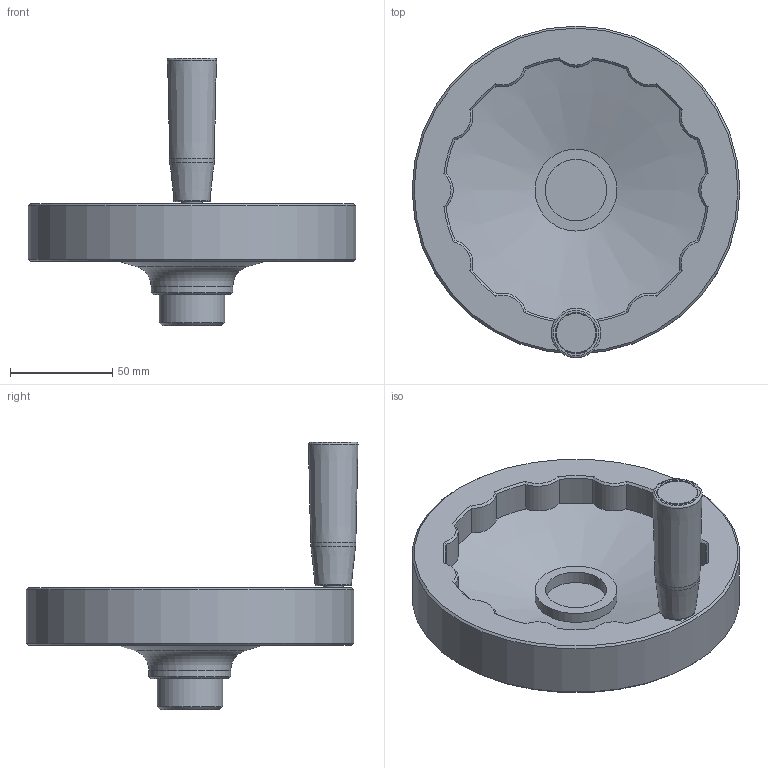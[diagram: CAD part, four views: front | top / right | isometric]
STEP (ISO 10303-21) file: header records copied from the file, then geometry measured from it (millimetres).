
FILE_DESCRIPTION( ( 'Unknown' ), '1' );
FILE_NAME( '6381015_SHA160_MRP.stp', 'Unknown', ( 'Unknown' ), ( 'Unknown' ), 'PSStep 11.0', 'Unknown', ' ' );
FILE_SCHEMA( ( 'AUTOMOTIVE_DESIGN { 1 0 10303 214 1 1 1 1 }' ) );
Length unit declared in the file: millimetre
Products named in the file (2): 1831150
Bounding box: 160 x 162.09 x 130.5 mm (x, y, z)
Volume: 252895 mm3; surface area: 107584.4 mm2
Topology: 2 solids, 5 shells, 334 faces, 892 edges, 562 vertices
Faces by surface type: plane 157, cylinder 95, cone 54, torus 16, bspline 11, sphere 1
Full cylindrical faces by diameter (mm): 3.5 x1, 4.2 x1, 5 x1, 6 x2, 6.4 x2, 6.5 x1, 8.2 x1, 9 x1, 9.111 x1, 10 x2, 10.7 x1, 10.78 x1, 10.8 x1, 11 x1, 12 x1, 15.421 x1, 19.627 x1, 19.64 x1, 19.7 x1, 19.8 x1, 30 x1, 32 x1, 40 x2, 150.2 x1, 160 x1
Entity records: 15802 total; most frequent: CARTESIAN_POINT 5150, DIRECTION 1698, ORIENTED_EDGE 1600, EDGE_CURVE 800, AXIS2_PLACEMENT_3D 689, VERTEX_POINT 531, EDGE_LOOP 422, FACE_OUTER_BOUND 375
